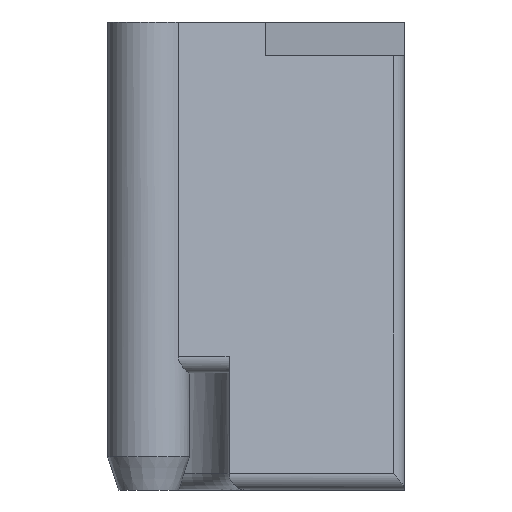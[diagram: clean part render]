
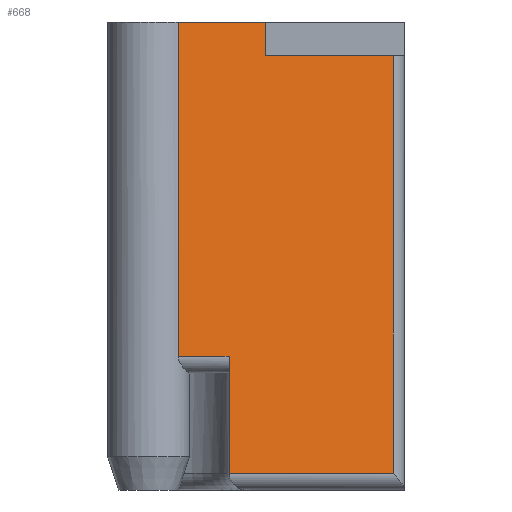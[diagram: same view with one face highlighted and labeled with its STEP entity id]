
A CAD part, front view. The second image highlights one B-rep face of the part: STEP entity #668.
In plain terms, the highlighted planar face has unit normal (0.342, -0.94, 0).
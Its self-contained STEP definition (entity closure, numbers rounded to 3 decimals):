
#28=PLANE('',#730);
#61=FACE_OUTER_BOUND('',#99,.T.);
#99=EDGE_LOOP('',(#490,#491,#492,#493,#494,#495,#496,#497));
#133=LINE('',#1004,#209);
#135=LINE('',#1010,#211);
#143=LINE('',#1027,#219);
#144=LINE('',#1042,#220);
#145=LINE('',#1044,#221);
#146=LINE('',#1046,#222);
#147=LINE('',#1048,#223);
#148=LINE('',#1049,#224);
#209=VECTOR('',#795,10.);
#211=VECTOR('',#801,10.);
#219=VECTOR('',#813,10.);
#220=VECTOR('',#818,10.);
#221=VECTOR('',#819,10.);
#222=VECTOR('',#820,10.);
#223=VECTOR('',#821,10.);
#224=VECTOR('',#822,10.);
#300=VERTEX_POINT('',#967);
#306=VERTEX_POINT('',#1002);
#308=VERTEX_POINT('',#1008);
#315=VERTEX_POINT('',#1026);
#317=VERTEX_POINT('',#1041);
#318=VERTEX_POINT('',#1043);
#319=VERTEX_POINT('',#1045);
#320=VERTEX_POINT('',#1047);
#371=EDGE_CURVE('',#306,#300,#133,.T.);
#374=EDGE_CURVE('',#308,#306,#135,.T.);
#382=EDGE_CURVE('',#300,#315,#143,.T.);
#385=EDGE_CURVE('',#308,#317,#144,.T.);
#386=EDGE_CURVE('',#317,#318,#145,.T.);
#387=EDGE_CURVE('',#319,#318,#146,.T.);
#388=EDGE_CURVE('',#319,#320,#147,.T.);
#389=EDGE_CURVE('',#315,#320,#148,.T.);
#490=ORIENTED_EDGE('',*,*,#371,.F.);
#491=ORIENTED_EDGE('',*,*,#374,.F.);
#492=ORIENTED_EDGE('',*,*,#385,.T.);
#493=ORIENTED_EDGE('',*,*,#386,.T.);
#494=ORIENTED_EDGE('',*,*,#387,.F.);
#495=ORIENTED_EDGE('',*,*,#388,.T.);
#496=ORIENTED_EDGE('',*,*,#389,.F.);
#497=ORIENTED_EDGE('',*,*,#382,.F.);
#668=ADVANCED_FACE('',(#61),#28,.T.);
#730=AXIS2_PLACEMENT_3D('',#1040,#816,#817);
#795=DIRECTION('',(-0.94,-0.342,0.));
#801=DIRECTION('',(0.,0.,-1.));
#813=DIRECTION('',(0.,0.,1.));
#816=DIRECTION('center_axis',(0.342,-0.94,0.));
#817=DIRECTION('ref_axis',(-0.94,-0.342,0.));
#818=DIRECTION('',(-0.94,-0.342,0.));
#819=DIRECTION('',(0.,0.,1.));
#820=DIRECTION('',(0.94,0.342,0.));
#821=DIRECTION('',(0.,0.,-1.));
#822=DIRECTION('',(-0.94,-0.342,0.));
#967=CARTESIAN_POINT('',(4.814,-0.589,-27.));
#1002=CARTESIAN_POINT('',(14.642,2.988,-27.));
#1004=CARTESIAN_POINT('',(13.409,2.539,-27.));
#1008=CARTESIAN_POINT('',(14.642,2.988,-2.));
#1010=CARTESIAN_POINT('',(14.642,2.988,0.));
#1026=CARTESIAN_POINT('',(4.814,-0.589,-20.));
#1027=CARTESIAN_POINT('',(4.814,-0.589,-21.));
#1040=CARTESIAN_POINT('Origin',(15.3,3.228,0.));
#1041=CARTESIAN_POINT('',(6.982,0.2,-2.));
#1042=CARTESIAN_POINT('',(13.22,2.471,-2.));
#1043=CARTESIAN_POINT('',(6.982,0.2,0.));
#1044=CARTESIAN_POINT('',(6.982,0.2,0.));
#1045=CARTESIAN_POINT('',(1.766,-1.699,0.));
#1046=CARTESIAN_POINT('',(-0.261,-2.436,0.));
#1047=CARTESIAN_POINT('',(1.766,-1.699,-20.));
#1048=CARTESIAN_POINT('',(1.766,-1.699,0.));
#1049=CARTESIAN_POINT('',(12.635,2.257,-20.));
